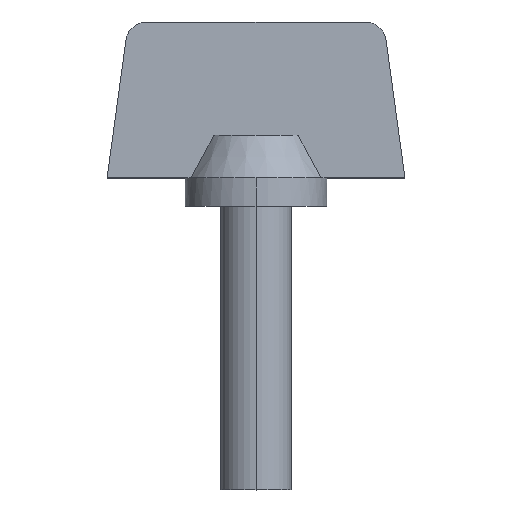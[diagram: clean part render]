
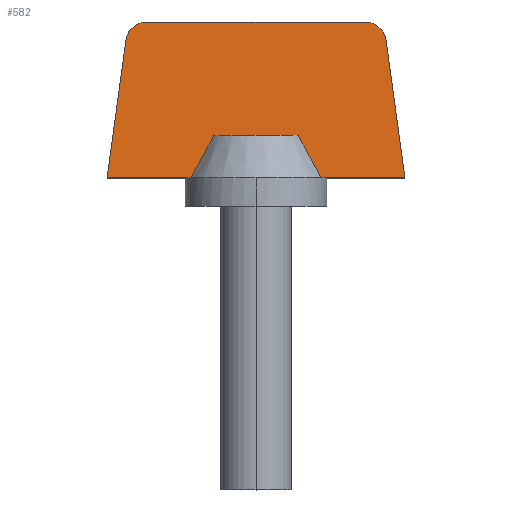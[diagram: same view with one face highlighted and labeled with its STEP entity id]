
A CAD part, top view. The second image highlights one B-rep face of the part: STEP entity #582.
In plain terms, the highlighted planar face has unit normal (0, 0.045, 0.999).
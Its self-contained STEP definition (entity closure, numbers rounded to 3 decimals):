
#13 = CARTESIAN_POINT ( 'NONE',  ( -2.963, 5., 1.864 ) ) ;
#16 = CARTESIAN_POINT ( 'NONE',  ( -3.52, 4.009, 1.909 ) ) ;
#20 = CARTESIAN_POINT ( 'NONE',  ( -4.054, 3.006, 1.954 ) ) ;
#23 = CARTESIAN_POINT ( 'NONE',  ( -4.583, 2., 2. ) ) ;
#26 = DIRECTION ( 'NONE',  ( -0.135, -0.99, 0.045 ) ) ;
#30 = CARTESIAN_POINT ( 'NONE',  ( -8.645, 15.605, 1.382 ) ) ;
#42 = CARTESIAN_POINT ( 'NONE',  ( -9.177, 11.703, 1.559 ) ) ;
#46 = CARTESIAN_POINT ( 'NONE',  ( -9.071, 12.482, 1.524 ) ) ;
#47 = CARTESIAN_POINT ( 'NONE',  ( -8.478, 13., 1.5 ) ) ;
#51 = CARTESIAN_POINT ( 'NONE',  ( -7.691, 13., 1.5 ) ) ;
#57 = CARTESIAN_POINT ( 'NONE',  ( 2.963, 5., 1.864 ) ) ;
#60 = CARTESIAN_POINT ( 'NONE',  ( -4.583, 2., 2. ) ) ;
#61 = CARTESIAN_POINT ( 'NONE',  ( -2.963, 5., 1.864 ) ) ;
#62 = CARTESIAN_POINT ( 'NONE',  ( -9.177, 11.703, 1.559 ) ) ;
#65 = CARTESIAN_POINT ( 'NONE',  ( -7.691, 13., 1.5 ) ) ;
#66 = CARTESIAN_POINT ( 'NONE',  ( 10.5, 2., 2. ) ) ;
#70 = CARTESIAN_POINT ( 'NONE',  ( -10.5, 2., 2. ) ) ;
#71 = CARTESIAN_POINT ( 'NONE',  ( 4.583, 2., 2. ) ) ;
#72 = CARTESIAN_POINT ( 'NONE',  ( 7.691, 13., 1.5 ) ) ;
#96 = AXIS2_PLACEMENT_3D ( 'NONE', #117, #114, #136 ) ;
#114 = DIRECTION ( 'NONE',  ( 0., -0.045, -0.999 ) ) ;
#117 = CARTESIAN_POINT ( 'NONE',  ( 10.5, 13., 1.5 ) ) ;
#118 = PLANE ( 'NONE',  #96 ) ;
#136 = DIRECTION ( 'NONE',  ( 0., 0.999, -0.045 ) ) ;
#163 =( BOUNDED_CURVE ( )  B_SPLINE_CURVE ( 3, ( #186, #185, #184, #183 ),
 .UNSPECIFIED., .F., .T. ) 
 B_SPLINE_CURVE_WITH_KNOTS ( ( 4, 4 ),
 ( 1.706, 3.142 ),
 .UNSPECIFIED. ) 
 CURVE ( )  GEOMETRIC_REPRESENTATION_ITEM ( )  RATIONAL_B_SPLINE_CURVE ( ( 1., 0.836, 0.836, 1. ) ) 
 REPRESENTATION_ITEM ( '' )  );
#165 =( BOUNDED_CURVE ( )  B_SPLINE_CURVE ( 3, ( #51, #47, #46, #42 ),
 .UNSPECIFIED., .F., .T. ) 
 B_SPLINE_CURVE_WITH_KNOTS ( ( 4, 4 ),
 ( 3.142, 4.577 ),
 .UNSPECIFIED. ) 
 CURVE ( )  GEOMETRIC_REPRESENTATION_ITEM ( )  RATIONAL_B_SPLINE_CURVE ( ( 1., 0.836, 0.836, 1. ) ) 
 REPRESENTATION_ITEM ( '' )  );
#167 = ORIENTED_EDGE ( 'NONE', *, *, #519, .T. ) ;
#168 = ORIENTED_EDGE ( 'NONE', *, *, #521, .T. ) ;
#170 = ORIENTED_EDGE ( 'NONE', *, *, #517, .T. ) ;
#172 = ORIENTED_EDGE ( 'NONE', *, *, #549, .F. ) ;
#173 = ORIENTED_EDGE ( 'NONE', *, *, #516, .T. ) ;
#174 = ORIENTED_EDGE ( 'NONE', *, *, #514, .T. ) ;
#177 = ORIENTED_EDGE ( 'NONE', *, *, #520, .T. ) ;
#178 = VERTEX_POINT ( 'NONE', #70 ) ;
#179 = VERTEX_POINT ( 'NONE', #61 ) ;
#183 = CARTESIAN_POINT ( 'NONE',  ( 7.691, 13., 1.5 ) ) ;
#184 = CARTESIAN_POINT ( 'NONE',  ( 8.478, 13., 1.5 ) ) ;
#185 = CARTESIAN_POINT ( 'NONE',  ( 9.071, 12.482, 1.524 ) ) ;
#186 = CARTESIAN_POINT ( 'NONE',  ( 9.177, 11.703, 1.559 ) ) ;
#187 = DIRECTION ( 'NONE',  ( -0.135, 0.99, -0.045 ) ) ;
#188 = CARTESIAN_POINT ( 'NONE',  ( 9.027, 12.8, 1.509 ) ) ;
#189 = DIRECTION ( 'NONE',  ( 1., 0., 0. ) ) ;
#190 = CARTESIAN_POINT ( 'NONE',  ( 10.5, 5., 1.864 ) ) ;
#192 = CARTESIAN_POINT ( 'NONE',  ( 4.583, 2., 2. ) ) ;
#193 = CARTESIAN_POINT ( 'NONE',  ( 4.054, 3.006, 1.954 ) ) ;
#194 = CARTESIAN_POINT ( 'NONE',  ( 3.52, 4.009, 1.909 ) ) ;
#195 = CARTESIAN_POINT ( 'NONE',  ( 2.963, 5., 1.864 ) ) ;
#198 = CARTESIAN_POINT ( 'NONE',  ( 10.5, 13., 1.5 ) ) ;
#199 = DIRECTION ( 'NONE',  ( -1., 0., 0. ) ) ;
#214 = CARTESIAN_POINT ( 'NONE',  ( 9.177, 11.703, 1.559 ) ) ;
#218 = DIRECTION ( 'NONE',  ( -1., 0., 0. ) ) ;
#220 = CARTESIAN_POINT ( 'NONE',  ( 10.5, 2., 2. ) ) ;
#231 = VERTEX_POINT ( 'NONE', #71 ) ;
#234 = VERTEX_POINT ( 'NONE', #65 ) ;
#235 = VERTEX_POINT ( 'NONE', #72 ) ;
#236 = VERTEX_POINT ( 'NONE', #60 ) ;
#239 = EDGE_LOOP ( 'NONE', ( #170, #173, #172, #167, #177, #174, #168, #410, #416, #420 ) ) ;
#268 = FACE_OUTER_BOUND ( 'NONE', #239, .T. ) ;
#302 = VERTEX_POINT ( 'NONE', #57 ) ;
#312 = DIRECTION ( 'NONE',  ( -1., 0., 0. ) ) ;
#314 = CARTESIAN_POINT ( 'NONE',  ( 10.5, 2., 2. ) ) ;
#362 = VERTEX_POINT ( 'NONE', #62 ) ;
#363 = VERTEX_POINT ( 'NONE', #66 ) ;
#364 = VERTEX_POINT ( 'NONE', #214 ) ;
#410 = ORIENTED_EDGE ( 'NONE', *, *, #522, .T. ) ;
#416 = ORIENTED_EDGE ( 'NONE', *, *, #556, .F. ) ;
#420 = ORIENTED_EDGE ( 'NONE', *, *, #523, .T. ) ;
#436 = LINE ( 'NONE', #198, #647 ) ;
#442 = LINE ( 'NONE', #188, #605 ) ;
#443 = LINE ( 'NONE', #190, #609 ) ;
#454 = LINE ( 'NONE', #30, #617 ) ;
#479 = LINE ( 'NONE', #314, #592 ) ;
#482 = LINE ( 'NONE', #220, #602 ) ;
#485 = B_SPLINE_CURVE_WITH_KNOTS ( 'NONE', 3,
 ( #23, #20, #16, #13 ),
 .UNSPECIFIED., .F., .F.,
 ( 4, 4 ),
 ( 0., 0.003 ),
 .UNSPECIFIED. ) ;
#486 = B_SPLINE_CURVE_WITH_KNOTS ( 'NONE', 3,
 ( #195, #194, #193, #192 ),
 .UNSPECIFIED., .F., .F.,
 ( 4, 4 ),
 ( 0., 0.003 ),
 .UNSPECIFIED. ) ;
#514 = EDGE_CURVE ( 'NONE', #235, #234, #436, .T. ) ;
#516 = EDGE_CURVE ( 'NONE', #302, #231, #486, .T. ) ;
#517 = EDGE_CURVE ( 'NONE', #179, #302, #443, .T. ) ;
#519 = EDGE_CURVE ( 'NONE', #363, #364, #442, .T. ) ;
#520 = EDGE_CURVE ( 'NONE', #364, #235, #163, .T. ) ;
#521 = EDGE_CURVE ( 'NONE', #234, #362, #165, .T. ) ;
#522 = EDGE_CURVE ( 'NONE', #362, #178, #454, .T. ) ;
#523 = EDGE_CURVE ( 'NONE', #236, #179, #485, .T. ) ;
#549 = EDGE_CURVE ( 'NONE', #363, #231, #482, .T. ) ;
#556 = EDGE_CURVE ( 'NONE', #236, #178, #479, .T. ) ;
#582 = ADVANCED_FACE ( 'NONE', ( #268 ), #118, .F. ) ;
#592 = VECTOR ( 'NONE', #312, 1000. ) ;
#602 = VECTOR ( 'NONE', #218, 1000. ) ;
#605 = VECTOR ( 'NONE', #187, 1000. ) ;
#609 = VECTOR ( 'NONE', #189, 1000. ) ;
#617 = VECTOR ( 'NONE', #26, 1000. ) ;
#647 = VECTOR ( 'NONE', #199, 1000. ) ;
